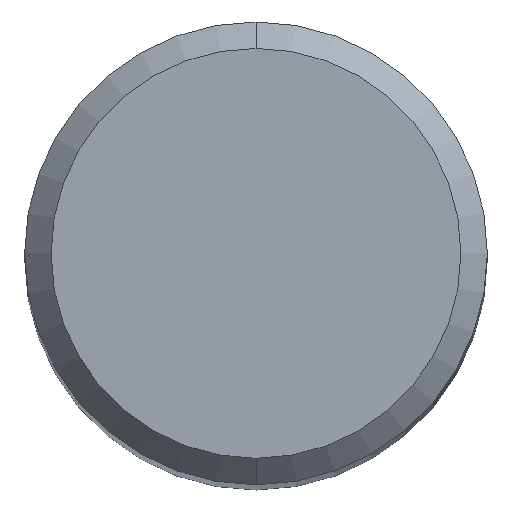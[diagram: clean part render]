
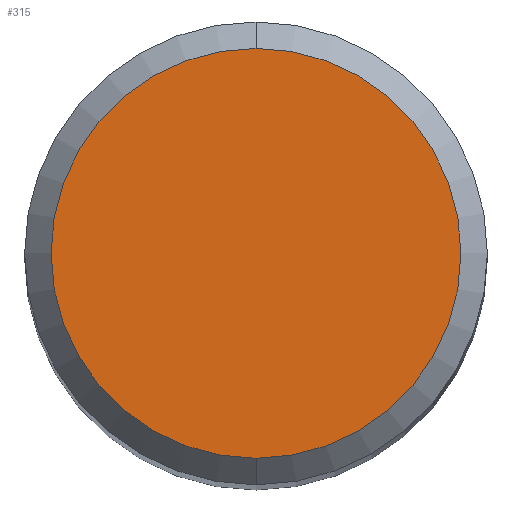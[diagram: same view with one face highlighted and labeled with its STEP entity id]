
A CAD part, top view. The second image highlights one B-rep face of the part: STEP entity #315.
In plain terms, the highlighted planar face has unit normal (0, 0, 1).
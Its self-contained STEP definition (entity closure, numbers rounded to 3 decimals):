
#151=VERTEX_POINT('',#391);
#167=EDGE_CURVE('',#151,#243,#410,.T.);
#243=VERTEX_POINT('',#497);
#301=EDGE_CURVE('',#243,#151,#562,.T.);
#315=ADVANCED_FACE('',(#576),#577,.T.);
#391=CARTESIAN_POINT('',(0.0,3.1,0.0));
#410=CIRCLE('',#677,3.1);
#497=CARTESIAN_POINT('',(0.,-3.1,0.0));
#562=CIRCLE('',#879,3.1);
#576=FACE_OUTER_BOUND('',#898,.T.);
#577=PLANE('',#899);
#677=AXIS2_PLACEMENT_3D('',#1010,#1011,#1012);
#879=AXIS2_PLACEMENT_3D('',#1194,#1195,#1196);
#898=EDGE_LOOP('',(#1208,#1209));
#899=AXIS2_PLACEMENT_3D('',#1210,#1211,#1212);
#1010=CARTESIAN_POINT('',(0.0,0.0,0.0));
#1011=DIRECTION('',(0.0,0.0,-1.0));
#1012=DIRECTION('',(0.0,1.0,0.0));
#1194=CARTESIAN_POINT('',(0.0,0.0,0.0));
#1195=DIRECTION('',(0.0,0.0,-1.0));
#1196=DIRECTION('',(0.0,1.0,0.0));
#1208=ORIENTED_EDGE('',*,*,#167,.F.);
#1209=ORIENTED_EDGE('',*,*,#301,.F.);
#1210=CARTESIAN_POINT('',(0.0,1.55,0.0));
#1211=DIRECTION('',(-0.0,0.0,1.0));
#1212=DIRECTION('',(0.0,-1.0,0.0));
